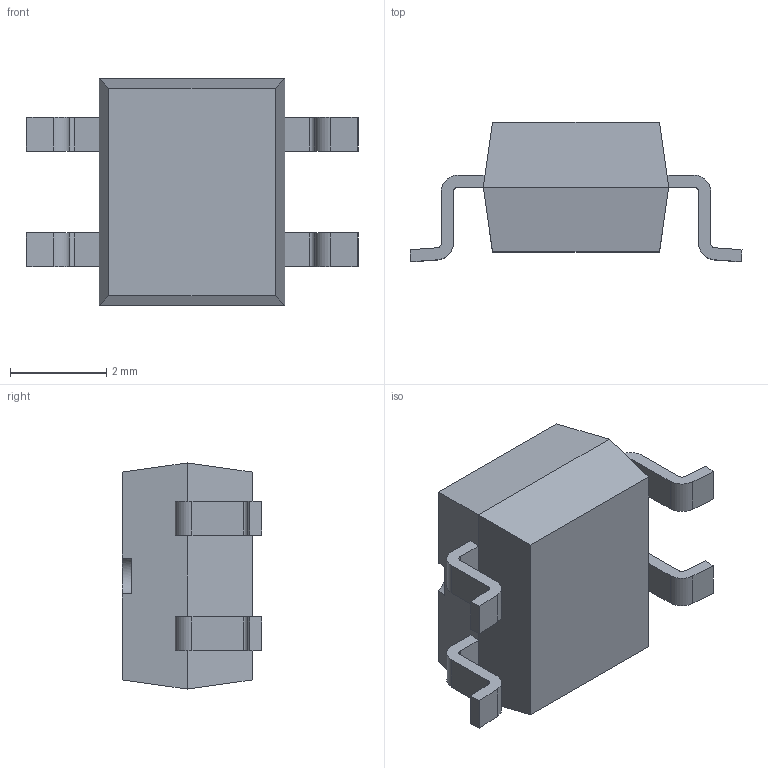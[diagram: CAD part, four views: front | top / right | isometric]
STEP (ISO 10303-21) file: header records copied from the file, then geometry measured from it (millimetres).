
FILE_DESCRIPTION (( 'STEP AP214' ), '1' );
FILE_NAME ('MBS2.STEP', '2023-10-30T17:56:14', ( '' ), ( '' ), 'SwSTEP 2.0', 'SolidWorks 2021', '' );
FILE_SCHEMA (( 'AUTOMOTIVE_DESIGN' ));
Length unit declared in the file: millimetre
Products named in the file (1): MBS2
Bounding box: 6.9 x 2.9 x 4.7 mm (x, y, z)
Volume: 46.6 mm3; surface area: 97.7 mm2
Topology: 5 solids, 5 shells, 68 faces, 170 edges, 112 vertices
Faces by surface type: plane 51, cylinder 17
Entity records: 2086 total; most frequent: CARTESIAN_POINT 357, ORIENTED_EDGE 340, DIRECTION 340, EDGE_CURVE 170, LINE 134, VECTOR 134, VERTEX_POINT 112, AXIS2_PLACEMENT_3D 103
